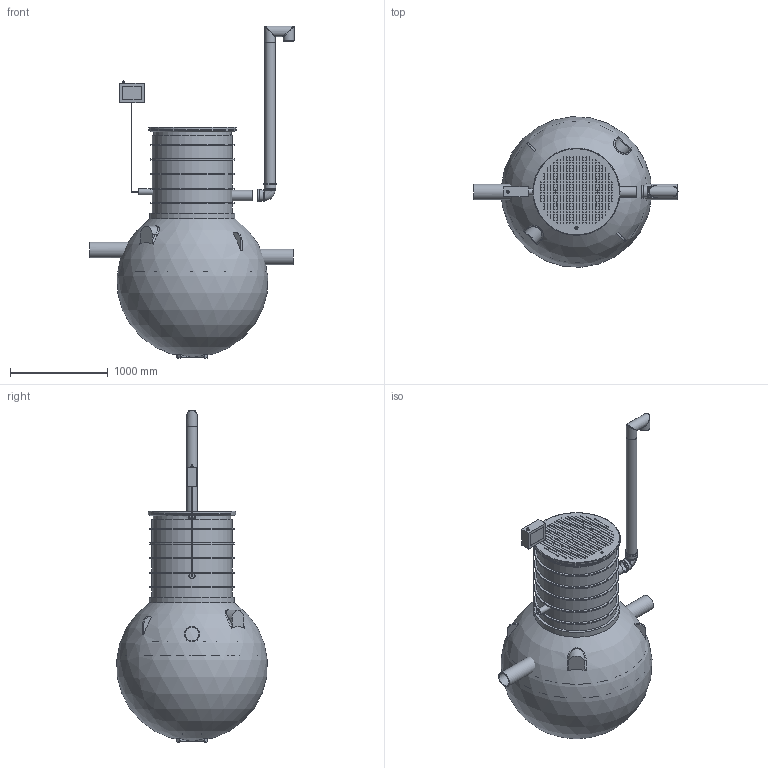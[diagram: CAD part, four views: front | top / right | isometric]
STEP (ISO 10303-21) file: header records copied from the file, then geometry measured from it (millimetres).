
FILE_DESCRIPTION(/* description */ ('Unknown'),/* implementation_level */ '2;1');
FILE_NAME(/* name */ 'EQ 1.klassi õlieraldaja NS6 Estris ilma liivata',/* time_stamp */ '2023-04-12T09:55:55+03:00',/* author */ ('Unknown'),/* organization */ ('Unknown'),/* preprocessor_version */ 'ST-DEVELOPER v18.1',/* originating_system */ 'Solid Edge',/* authorisation */ 'Unknown');
FILE_SCHEMA (('AUTOMOTIVE_DESIGN {1 0 10303 214 3 1 1}'));
Length unit declared in the file: millimetre
Products named in the file (42): 1.klassi olieraldaja NS6 pallis_2633.000_var2; 1550pall_oa_0; 2753.000_NS6_le filtikast koostatud; 2753.000 rotost filtrikast NS6 koostatud; 2753.001 rotost filtrikast NS10_var2_alumine pool; 2753.001 rotost filtrikast NS6_ylemine pool; Raam kahele filtriplokile 2631.000_var3; 2631.001_var3; Filter HD Q-PAC; T6MBENEET 4x12 Al S=8; 2627.107 toru pallis; tihend filtrikastile; 800 ulemine 2; Kaas 800,2; D160 sisend NS6 pallis; RoundTubing 160x9.5_oa_1; RoundTubing 160x9.5_oa_2; RoundTubing 63x4.7_oa_3; PVC_polv_160; RoundTubing 160x9.5_oa_4; PVC Kaksikmuhv d160; D800 uus rotost teeninduskaev 41760; RoundTubing 160x9.5_oa_5; oli maht NS6 pallis; Kasulik maht NS6 pallis; RoundTubing 160x9.5_oa_6; RoundTubing 110x6.6_oa_7; PE_vent_malm_L=1500; PVC_polv_110; PE venttoru DN100 L=1500; Rotoventiots; 26599 sulgurklapp D200 toru sisse; 26599 D160 toru sulgurklapile; 26599 plaat klapile; 26599 klapile tõsteaas; elektrikarp loikefotole; RoundTubing 25x2.3_oa_8; Ujuk_oa_9; Ujuk_oa_10; Ujuk_oa_11 ...
Assembly tree (46 placements, depth 4):
  1.klassi olieraldaja NS6 pallis_2633.000_var2
    1550pall_oa_0
    2753.000_NS6_le filtikast koostatud
      2753.000 rotost filtrikast NS6 koostatud
        2753.001 rotost filtrikast NS10_var2_alumine pool
        2753.001 rotost filtrikast NS6_ylemine pool
      Raam kahele filtriplokile 2631.000_var3  x2
        2631.001_var3
        Filter HD Q-PAC
        T6MBENEET 4x12 Al S=8
      2627.107 toru pallis
      tihend filtrikastile  x2
    800 ulemine 2
    Kaas 800,2
    D160 sisend NS6 pallis
      RoundTubing 160x9.5_oa_1
      RoundTubing 160x9.5_oa_2
    RoundTubing 63x4.7_oa_3
    PVC_polv_160
    RoundTubing 160x9.5_oa_4
    PVC Kaksikmuhv d160  x2
    D800 uus rotost teeninduskaev 41760
    RoundTubing 160x9.5_oa_5
    oli maht NS6 pallis
    Kasulik maht NS6 pallis
    RoundTubing 160x9.5_oa_6
    RoundTubing 110x6.6_oa_7
    PE_vent_malm_L=1500
      PVC_polv_110
      PE venttoru DN100 L=1500
      Rotoventiots
    26599 sulgurklapp D200 toru sisse
      26599 D160 toru sulgurklapile
      26599 plaat klapile  x2
      26599 klapile tõsteaas
    elektrikarp loikefotole
    RoundTubing 25x2.3_oa_8
    Ujuk_oa_9
    Ujuk_oa_10
    Ujuk_oa_11
    Ujuk_oa_12
    Ujuk_oa_13
Bounding box: 2091 x 1543.44 x 3402.59 mm (x, y, z)
Volume: 1935243048.8 mm3; surface area: 55372096.8 mm2
Topology: 43 solids, 45 shells, 3617 faces, 8624 edges, 5582 vertices
Faces by surface type: plane 2955, cylinder 463, bspline 92, torus 64, sphere 39, cone 4
Full cylindrical faces by diameter (mm): 4 x26, 8 x4, 8.5 x5, 10 x31, 11 x1, 20 x4, 20.4 x1, 25 x1, 53.6 x1, 63 x1, 80 x12, 96.8 x1, 100 x2, 103.2 x3, 105 x1, 110 x9, 120 x2, 128 x1, 130 x2, 140 x1, 141 x6, 150 x2, 155 x2, 160 x13, 163 x1, 170 x3, 175 x1, 180 x3, 180.6 x1, 183 x4
Entity records: 101706 total; most frequent: CARTESIAN_POINT 21701, ORIENTED_EDGE 15788, DIRECTION 15503, EDGE_CURVE 7894, LINE 6751, VECTOR 6751, VERTEX_POINT 5245, AXIS2_PLACEMENT_3D 4376
